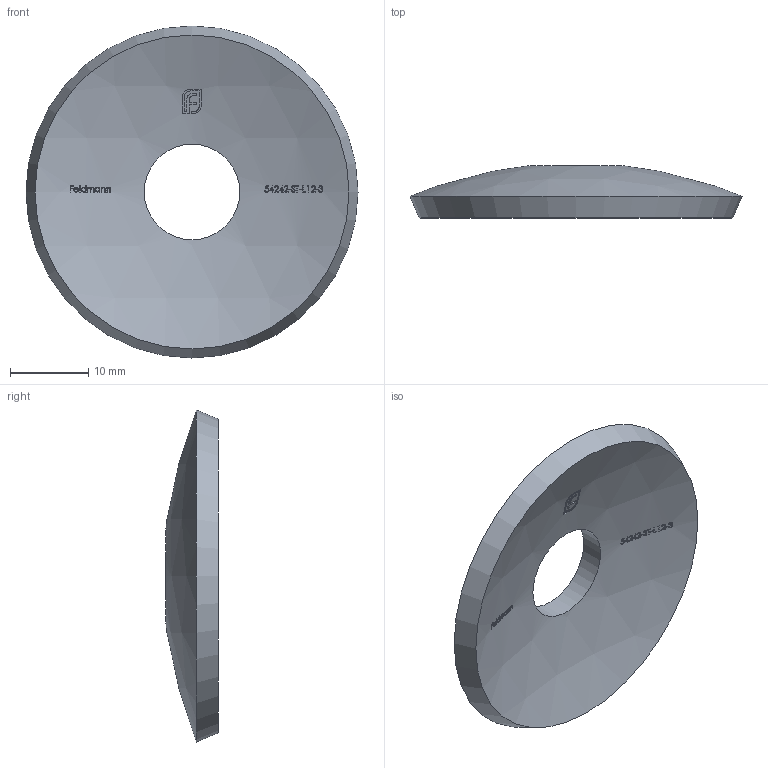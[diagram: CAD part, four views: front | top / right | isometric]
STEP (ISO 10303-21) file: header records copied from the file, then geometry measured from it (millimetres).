
FILE_DESCRIPTION (( 'STEP AP203' ), '1' );
FILE_NAME ('54242-ST-L12-3.step', '2022-05-05T12:53:48', ( '' ), ( '' ), 'SwSTEP 2.0', 'SolidWorks 2018', '' );
FILE_SCHEMA (( 'CONFIG_CONTROL_DESIGN' ));
Length unit declared in the file: millimetre
Products named in the file (1): 54242-ST-L12-3
Bounding box: 42.4 x 6.66 x 42.4 mm (x, y, z)
Volume: 3817.2 mm3; surface area: 3060.7 mm2
Topology: 1 solids, 1 shells, 318 faces, 864 edges, 576 vertices
Faces by surface type: plane 163, bspline 123, sphere 30, cone 1, cylinder 1
Full cylindrical faces by diameter (mm): 12.2 x1
Entity records: 14509 total; most frequent: CARTESIAN_POINT 6918, ORIENTED_EDGE 1724, DIRECTION 1338, EDGE_CURVE 862, VERTEX_POINT 576, AXIS2_PLACEMENT_3D 526, EDGE_LOOP 350, CIRCLE 330
